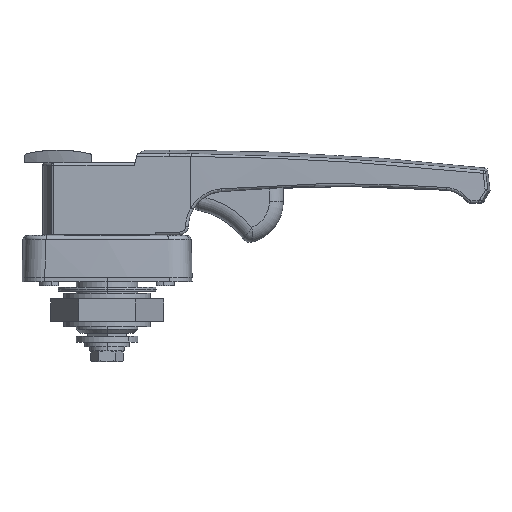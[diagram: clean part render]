
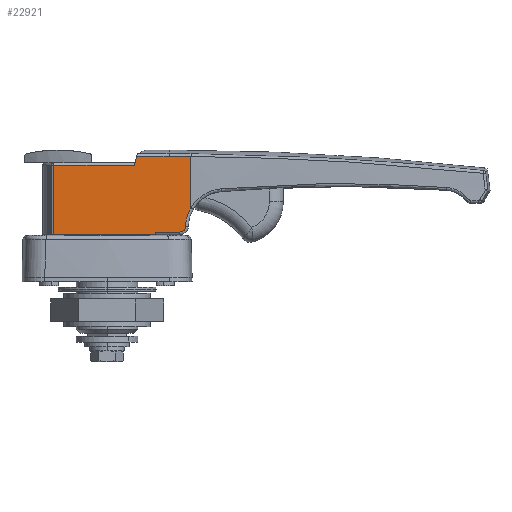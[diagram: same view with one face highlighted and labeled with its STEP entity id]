
A CAD part, left-side view. The second image highlights one B-rep face of the part: STEP entity #22921.
In plain terms, the highlighted planar face has unit normal (-1, 0, 0).
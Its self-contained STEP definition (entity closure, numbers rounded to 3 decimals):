
#113 = VECTOR ( 'NONE', #11403, 1000. ) ;
#449 = VECTOR ( 'NONE', #12636, 1000. ) ;
#768 = CIRCLE ( 'NONE', #5927, 2. ) ;
#1168 = VECTOR ( 'NONE', #5333, 1000. ) ;
#1977 = CARTESIAN_POINT ( 'NONE',  ( -12., -26.007, 8.7 ) ) ;
#2030 = EDGE_CURVE ( 'NONE', #13403, #11964, #768, .T. ) ;
#2407 = VERTEX_POINT ( 'NONE', #13780 ) ;
#2724 = CARTESIAN_POINT ( 'NONE',  ( -12., -10.016, 31.583 ) ) ;
#2992 = LINE ( 'NONE', #20831, #3343 ) ;
#3048 = ORIENTED_EDGE ( 'NONE', *, *, #3258, .T. ) ;
#3258 = EDGE_CURVE ( 'NONE', #25184, #18280, #15474, .T. ) ;
#3343 = VECTOR ( 'NONE', #20920, 1000. ) ;
#3538 = ORIENTED_EDGE ( 'NONE', *, *, #19251, .T. ) ;
#3892 = VERTEX_POINT ( 'NONE', #24576 ) ;
#4045 = CARTESIAN_POINT ( 'NONE',  ( -12., 19.053, 36. ) ) ;
#4323 = LINE ( 'NONE', #22079, #16986 ) ;
#4487 = CARTESIAN_POINT ( 'NONE',  ( -12., -42., 8.219 ) ) ;
#4858 = VECTOR ( 'NONE', #15082, 1000. ) ;
#5123 = CARTESIAN_POINT ( 'NONE',  ( -12., -27.389, 33.739 ) ) ;
#5165 = VERTEX_POINT ( 'NONE', #10610 ) ;
#5333 = DIRECTION ( 'NONE',  ( 0., -1., 0. ) ) ;
#5360 = CARTESIAN_POINT ( 'NONE',  ( -12., -17.234, 5.7 ) ) ;
#5372 = EDGE_CURVE ( 'NONE', #14260, #23260, #20745, .T. ) ;
#5399 = DIRECTION ( 'NONE',  ( 0., 1., 0. ) ) ;
#5601 = CARTESIAN_POINT ( 'NONE',  ( -12., -26.007, 6.7 ) ) ;
#5899 = EDGE_CURVE ( 'NONE', #11964, #16374, #7816, .T. ) ;
#5927 = AXIS2_PLACEMENT_3D ( 'NONE', #1977, #7869, #23917 ) ;
#6009 = DIRECTION ( 'NONE',  ( 0., 0., -1. ) ) ;
#6026 = EDGE_CURVE ( 'NONE', #2407, #16374, #2992, .T. ) ;
#6062 = CARTESIAN_POINT ( 'NONE',  ( -12., -22.168, 33.749 ) ) ;
#6338 = VERTEX_POINT ( 'NONE', #5360 ) ;
#6567 = CARTESIAN_POINT ( 'NONE',  ( -12., -10.54, 33.749 ) ) ;
#6764 = LINE ( 'NONE', #21245, #4858 ) ;
#7300 = CARTESIAN_POINT ( 'NONE',  ( -12., 19.053, 30.5 ) ) ;
#7816 = CIRCLE ( 'NONE', #21912, 14. ) ;
#7869 = DIRECTION ( 'NONE',  ( -1., 0., 0. ) ) ;
#10038 = LINE ( 'NONE', #5601, #1168 ) ;
#10072 = EDGE_LOOP ( 'NONE', ( #3538, #17504, #24583, #19928, #17178, #24166, #23052, #3048, #20751, #20366, #18715, #14669 ) ) ;
#10090 = CARTESIAN_POINT ( 'NONE',  ( -12., -10.54, 33.749 ) ) ;
#10215 = CARTESIAN_POINT ( 'NONE',  ( -12., -28.006, 8.64 ) ) ;
#10348 = VECTOR ( 'NONE', #6009, 1000. ) ;
#10610 = CARTESIAN_POINT ( 'NONE',  ( -12., -9.753, 30.5 ) ) ;
#11121 = FACE_OUTER_BOUND ( 'NONE', #10072, .T. ) ;
#11215 = CARTESIAN_POINT ( 'NONE',  ( -12., -17.234, 6.7 ) ) ;
#11344 = CARTESIAN_POINT ( 'NONE',  ( -12., -22.168, 33.749 ) ) ;
#11403 = DIRECTION ( 'NONE',  ( 0., -1., 0. ) ) ;
#11751 = VERTEX_POINT ( 'NONE', #11215 ) ;
#11964 = VERTEX_POINT ( 'NONE', #10215 ) ;
#12636 = DIRECTION ( 'NONE',  ( 0., 0., 1. ) ) ;
#12840 = EDGE_CURVE ( 'NONE', #2407, #25184, #15092, .T. ) ;
#13403 = VERTEX_POINT ( 'NONE', #14966 ) ;
#13780 = CARTESIAN_POINT ( 'NONE',  ( -12., -30., 33.718 ) ) ;
#14260 = VERTEX_POINT ( 'NONE', #7300 ) ;
#14669 = ORIENTED_EDGE ( 'NONE', *, *, #14722, .T. ) ;
#14722 = EDGE_CURVE ( 'NONE', #23260, #3892, #4323, .T. ) ;
#14851 = CARTESIAN_POINT ( 'NONE',  ( -12., 19.053, 5.7 ) ) ;
#14966 = CARTESIAN_POINT ( 'NONE',  ( -12., -26.007, 6.7 ) ) ;
#15082 = DIRECTION ( 'NONE',  ( 0., 1., 0. ) ) ;
#15092 = B_SPLINE_CURVE_WITH_KNOTS ( 'NONE', 3,
 ( #17232, #5123, #19246, #11344 ),
 .UNSPECIFIED., .F., .F.,
 ( 4, 4 ),
 ( 0., 0.008 ),
 .UNSPECIFIED. ) ;
#15203 = EDGE_CURVE ( 'NONE', #11751, #13403, #10038, .T. ) ;
#15474 = LINE ( 'NONE', #17057, #21792 ) ;
#15569 = PLANE ( 'NONE',  #26083 ) ;
#15682 = LINE ( 'NONE', #24742, #449 ) ;
#16374 = VERTEX_POINT ( 'NONE', #22589 ) ;
#16896 = CARTESIAN_POINT ( 'NONE',  ( -12., -9.753, 30.5 ) ) ;
#16986 = VECTOR ( 'NONE', #19940, 1000. ) ;
#17057 = CARTESIAN_POINT ( 'NONE',  ( -12., 19.621, 33.749 ) ) ;
#17178 = ORIENTED_EDGE ( 'NONE', *, *, #5899, .T. ) ;
#17232 = CARTESIAN_POINT ( 'NONE',  ( -12., -30., 33.718 ) ) ;
#17504 = ORIENTED_EDGE ( 'NONE', *, *, #18552, .T. ) ;
#18125 = B_SPLINE_CURVE_WITH_KNOTS ( 'NONE', 3,
 ( #6567, #22739, #2724, #16896 ),
 .UNSPECIFIED., .F., .F.,
 ( 4, 4 ),
 ( 0.049, 0.052 ),
 .UNSPECIFIED. ) ;
#18280 = VERTEX_POINT ( 'NONE', #10090 ) ;
#18552 = EDGE_CURVE ( 'NONE', #6338, #11751, #15682, .T. ) ;
#18710 = DIRECTION ( 'NONE',  ( 1., 0., 0. ) ) ;
#18715 = ORIENTED_EDGE ( 'NONE', *, *, #5372, .T. ) ;
#18808 = DIRECTION ( 'NONE',  ( 0., 1., 0. ) ) ;
#19246 = CARTESIAN_POINT ( 'NONE',  ( -12., -24.779, 33.749 ) ) ;
#19251 = EDGE_CURVE ( 'NONE', #3892, #6338, #20364, .T. ) ;
#19651 = EDGE_CURVE ( 'NONE', #5165, #14260, #6764, .T. ) ;
#19928 = ORIENTED_EDGE ( 'NONE', *, *, #2030, .T. ) ;
#19940 = DIRECTION ( 'NONE',  ( 0., -1., 0. ) ) ;
#20364 = LINE ( 'NONE', #23309, #113 ) ;
#20366 = ORIENTED_EDGE ( 'NONE', *, *, #19651, .T. ) ;
#20745 = LINE ( 'NONE', #4045, #10348 ) ;
#20751 = ORIENTED_EDGE ( 'NONE', *, *, #23501, .T. ) ;
#20831 = CARTESIAN_POINT ( 'NONE',  ( -12., -30., 36. ) ) ;
#20920 = DIRECTION ( 'NONE',  ( 0., 0., -1. ) ) ;
#21245 = CARTESIAN_POINT ( 'NONE',  ( -12., 19.621, 30.5 ) ) ;
#21756 = DIRECTION ( 'NONE',  ( 1., 0., 0. ) ) ;
#21792 = VECTOR ( 'NONE', #25093, 1000. ) ;
#21912 = AXIS2_PLACEMENT_3D ( 'NONE', #4487, #18710, #18808 ) ;
#22079 = CARTESIAN_POINT ( 'NONE',  ( -12., 19.621, 5.7 ) ) ;
#22589 = CARTESIAN_POINT ( 'NONE',  ( -12., -30., 15.43 ) ) ;
#22739 = CARTESIAN_POINT ( 'NONE',  ( -12., -10.278, 32.666 ) ) ;
#22921 = ADVANCED_FACE ( 'NONE', ( #11121 ), #15569, .F. ) ;
#23052 = ORIENTED_EDGE ( 'NONE', *, *, #12840, .T. ) ;
#23260 = VERTEX_POINT ( 'NONE', #14851 ) ;
#23309 = CARTESIAN_POINT ( 'NONE',  ( -12., 19.621, 5.7 ) ) ;
#23501 = EDGE_CURVE ( 'NONE', #18280, #5165, #18125, .T. ) ;
#23917 = DIRECTION ( 'NONE',  ( 0., 1., 0. ) ) ;
#24166 = ORIENTED_EDGE ( 'NONE', *, *, #6026, .F. ) ;
#24576 = CARTESIAN_POINT ( 'NONE',  ( -12., 17.234, 5.7 ) ) ;
#24583 = ORIENTED_EDGE ( 'NONE', *, *, #15203, .T. ) ;
#24742 = CARTESIAN_POINT ( 'NONE',  ( -12., -17.234, 5.7 ) ) ;
#25093 = DIRECTION ( 'NONE',  ( 0., 1., 0. ) ) ;
#25184 = VERTEX_POINT ( 'NONE', #6062 ) ;
#25552 = CARTESIAN_POINT ( 'NONE',  ( -12., 19.621, 36. ) ) ;
#26083 = AXIS2_PLACEMENT_3D ( 'NONE', #25552, #21756, #5399 ) ;
